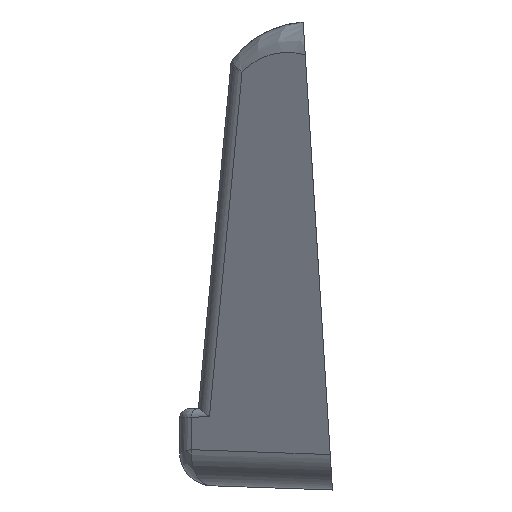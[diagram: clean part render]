
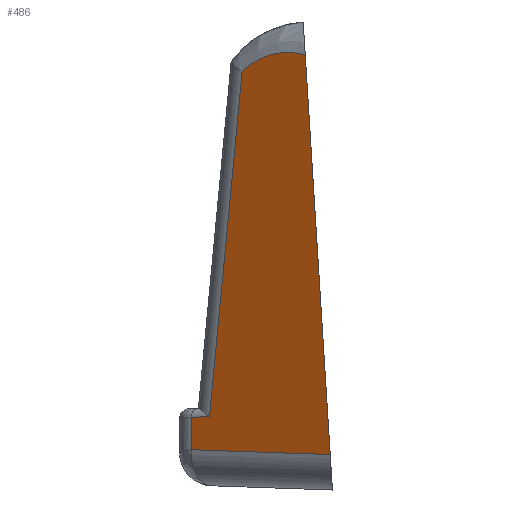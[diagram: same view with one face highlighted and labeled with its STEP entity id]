
A CAD part, left-side view. The second image highlights one B-rep face of the part: STEP entity #486.
In plain terms, the highlighted planar face has unit normal (-0.76, 0.643, 0.093).
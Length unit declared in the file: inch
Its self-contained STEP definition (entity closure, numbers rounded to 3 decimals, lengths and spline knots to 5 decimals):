
#183 = EDGE_LOOP ( 'NONE', ( #8169, #8170, #8171, #8172, #8173, #8174 ) ) ;
#486 = ADVANCED_FACE ( 'NONE', ( #2265 ), #1333, .T. ) ;
#624 = CARTESIAN_POINT ( 'NONE',  ( -3.21409, 0.59735, -1.79255 ) ) ;
#1333 = PLANE ( 'NONE',  #4806 ) ;
#1335 = DIRECTION ( 'NONE',  ( -0.76, 0.643, 0.093 ) ) ;
#1336 = DIRECTION ( 'NONE',  ( -0.646, -0.764, 0. ) ) ;
#2265 = FACE_OUTER_BOUND ( 'NONE', #183, .T. ) ;
#2362 = LINE ( 'NONE', #8709, #2364 ) ;
#2364 = VECTOR ( 'NONE', #8712, 39.37008 ) ;
#2366 = LINE ( 'NONE', #8732, #2369 ) ;
#2369 = VECTOR ( 'NONE', #8737, 39.37008 ) ;
#2741 = CARTESIAN_POINT ( 'NONE',  ( -3.2052, 0.58379, -1.62682 ) ) ;
#2763 = CARTESIAN_POINT ( 'NONE',  ( -3.20719, 0.37252, -0.18839 ) ) ;
#2765 = CARTESIAN_POINT ( 'NONE',  ( -3.26878, 0.5083, -1.62485 ) ) ;
#2766 = CARTESIAN_POINT ( 'NONE',  ( -3.22184, 0.58379, -1.76228 ) ) ;
#3036 = CARTESIAN_POINT ( 'NONE',  ( -3.42089, 0.10937, -0.11695 ) ) ;
#3037 = CARTESIAN_POINT ( 'NONE',  ( -3.71349, 0.00517, -1.78249 ) ) ;
#4806 = AXIS2_PLACEMENT_3D ( 'NONE', #624, #1335, #1336 ) ;
#5722 = VERTEX_POINT ( 'NONE', #2741 ) ;
#5744 = VERTEX_POINT ( 'NONE', #2763 ) ;
#5746 = VERTEX_POINT ( 'NONE', #2765 ) ;
#5747 = VERTEX_POINT ( 'NONE', #2766 ) ;
#6017 = VERTEX_POINT ( 'NONE', #3036 ) ;
#6018 = VERTEX_POINT ( 'NONE', #3037 ) ;
#7261 = EDGE_CURVE ( 'NONE', #6017, #6018, #2362, .T. ) ;
#7265 = EDGE_CURVE ( 'NONE', #5747, #6018, #2366, .T. ) ;
#7268 = EDGE_CURVE ( 'NONE', #6017, #5744, #9902, .T. ) ;
#7517 = EDGE_CURVE ( 'NONE', #5744, #5746, #10013, .T. ) ;
#7521 = EDGE_CURVE ( 'NONE', #5746, #5722, #10016, .T. ) ;
#7522 = EDGE_CURVE ( 'NONE', #5722, #5747, #10018, .T. ) ;
#8169 = ORIENTED_EDGE ( 'NONE', *, *, #7261, .F. ) ;
#8170 = ORIENTED_EDGE ( 'NONE', *, *, #7268, .T. ) ;
#8171 = ORIENTED_EDGE ( 'NONE', *, *, #7517, .T. ) ;
#8172 = ORIENTED_EDGE ( 'NONE', *, *, #7521, .T. ) ;
#8173 = ORIENTED_EDGE ( 'NONE', *, *, #7522, .T. ) ;
#8174 = ORIENTED_EDGE ( 'NONE', *, *, #7265, .T. ) ;
#8709 = CARTESIAN_POINT ( 'NONE',  ( -3.42089, 0.10937, -0.11695 ) ) ;
#8712 = DIRECTION ( 'NONE',  ( -0.173, -0.062, -0.983 ) ) ;
#8732 = CARTESIAN_POINT ( 'NONE',  ( -3.47007, 0.29164, -1.77249 ) ) ;
#8737 = DIRECTION ( 'NONE',  ( -0.647, -0.762, -0.027 ) ) ;
#8756 = CARTESIAN_POINT ( 'NONE',  ( -3.42089, 0.10937, -0.11695 ) ) ;
#8762 = CARTESIAN_POINT ( 'NONE',  ( -3.41071, 0.12092, -0.11354 ) ) ;
#8763 = CARTESIAN_POINT ( 'NONE',  ( -3.39544, 0.13842, -0.10966 ) ) ;
#8764 = CARTESIAN_POINT ( 'NONE',  ( -3.38016, 0.15619, -0.10763 ) ) ;
#8765 = CARTESIAN_POINT ( 'NONE',  ( -3.36997, 0.16811, -0.10667 ) ) ;
#8766 = CARTESIAN_POINT ( 'NONE',  ( -3.36485, 0.17413, -0.1064 ) ) ;
#8767 = CARTESIAN_POINT ( 'NONE',  ( -3.33953, 0.20403, -0.10608 ) ) ;
#8768 = CARTESIAN_POINT ( 'NONE',  ( -3.31967, 0.22797, -0.10914 ) ) ;
#8769 = CARTESIAN_POINT ( 'NONE',  ( -3.28216, 0.27416, -0.12167 ) ) ;
#8770 = CARTESIAN_POINT ( 'NONE',  ( -3.26457, 0.29634, -0.13113 ) ) ;
#8771 = CARTESIAN_POINT ( 'NONE',  ( -3.2329, 0.33738, -0.15579 ) ) ;
#8772 = CARTESIAN_POINT ( 'NONE',  ( -3.21892, 0.3561, -0.17091 ) ) ;
#8773 = CARTESIAN_POINT ( 'NONE',  ( -3.20719, 0.37252, -0.18839 ) ) ;
#9560 = CARTESIAN_POINT ( 'NONE',  ( -3.20719, 0.37252, -0.18839 ) ) ;
#9561 = DIRECTION ( 'NONE',  ( -0.043, 0.094, -0.995 ) ) ;
#9574 = CARTESIAN_POINT ( 'NONE',  ( -3.26878, 0.5083, -1.62485 ) ) ;
#9587 = DIRECTION ( 'NONE',  ( 0.644, 0.765, -0.02 ) ) ;
#9588 = CARTESIAN_POINT ( 'NONE',  ( -3.2052, 0.58379, -1.62682 ) ) ;
#9589 = DIRECTION ( 'NONE',  ( -0.122, 0., -0.993 ) ) ;
#9902 = B_SPLINE_CURVE_WITH_KNOTS ( 'NONE', 3,
 ( #8756, #8762, #8763, #8764, #8765, #8766, #8767, #8768, #8769, #8770, #8771, #8772, #8773 ),
 .UNSPECIFIED., .F., .F.,
 ( 4, 1, 2, 2, 2, 2, 4 ),
 ( 0., 0.125, 0.1875, 0.25, 0.5, 0.75, 1. ),
 .UNSPECIFIED. ) ;
#10003 = VECTOR ( 'NONE', #9587, 39.37008 ) ;
#10013 = LINE ( 'NONE', #9560, #10014 ) ;
#10014 = VECTOR ( 'NONE', #9561, 39.37008 ) ;
#10016 = LINE ( 'NONE', #9574, #10003 ) ;
#10018 = LINE ( 'NONE', #9588, #10019 ) ;
#10019 = VECTOR ( 'NONE', #9589, 39.37008 ) ;
